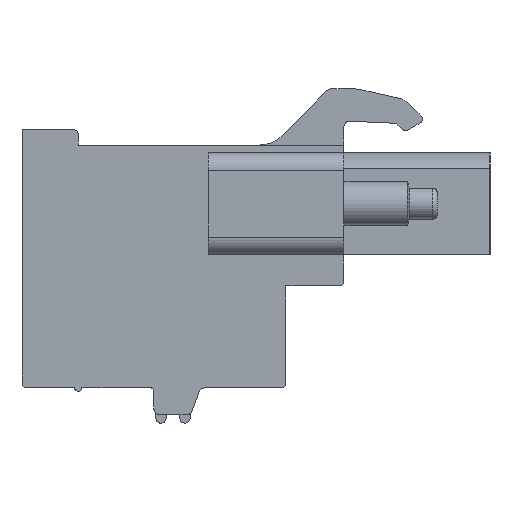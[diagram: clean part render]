
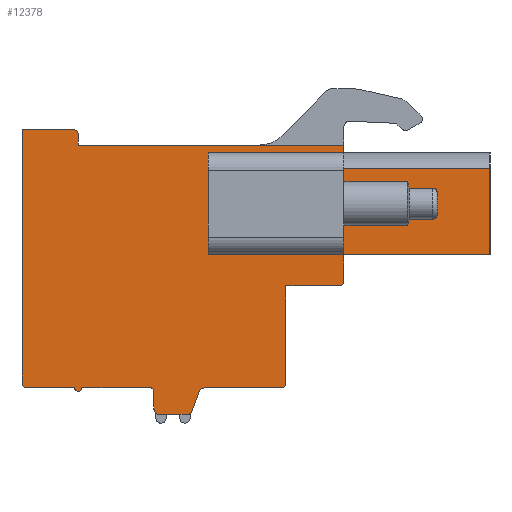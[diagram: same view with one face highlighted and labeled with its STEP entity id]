
A CAD part, left-side view. The second image highlights one B-rep face of the part: STEP entity #12378.
In plain terms, the highlighted planar face has unit normal (-1, 0, 0).
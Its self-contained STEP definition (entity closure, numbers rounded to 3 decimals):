
#1=DIRECTION('',(0.,-1.,0.));
#2=VECTOR('',#1,6.1);
#3=CARTESIAN_POINT('',(0.,2.04,0.73));
#4=LINE('',#3,#2);
#5=DIRECTION('',(0.,0.,1.));
#6=VECTOR('',#5,5.8);
#7=CARTESIAN_POINT('',(0.,-4.06,0.73));
#8=LINE('',#7,#6);
#9=DIRECTION('',(0.,1.,0.));
#10=VECTOR('',#9,6.1);
#11=CARTESIAN_POINT('',(0.,-4.06,6.53));
#12=LINE('',#11,#10);
#13=CARTESIAN_POINT('',(0.,-2.06,-6.54));
#14=DIRECTION('',(1.,0.,0.));
#15=DIRECTION('',(0.,-1.,0.));
#16=AXIS2_PLACEMENT_3D('',#13,#14,#15);
#18=DIRECTION('',(0.,1.,0.));
#19=VECTOR('',#18,4.34);
#20=CARTESIAN_POINT('',(0.,-2.06,-6.84));
#21=LINE('',#20,#19);
#22=CARTESIAN_POINT('',(0.,2.28,-7.14));
#23=DIRECTION('',(-1.,0.,0.));
#24=DIRECTION('',(0.,0.,1.));
#25=AXIS2_PLACEMENT_3D('',#22,#23,#24);
#27=DIRECTION('',(0.,0.345,-0.939));
#28=VECTOR('',#27,1.179);
#29=CARTESIAN_POINT('',(0.,2.562,-7.037));
#30=LINE('',#29,#28);
#31=CARTESIAN_POINT('',(0.,3.25,-8.04));
#32=DIRECTION('',(1.,0.,0.));
#33=DIRECTION('',(0.,-0.939,-0.345));
#34=AXIS2_PLACEMENT_3D('',#31,#32,#33);
#36=DIRECTION('',(0.,1.,0.));
#37=VECTOR('',#36,1.59);
#38=CARTESIAN_POINT('',(0.,3.25,-8.34));
#39=LINE('',#38,#37);
#40=CARTESIAN_POINT('',(0.,4.84,-8.04));
#41=DIRECTION('',(1.,0.,0.));
#42=DIRECTION('',(0.,0.,-1.));
#43=AXIS2_PLACEMENT_3D('',#40,#41,#42);
#45=DIRECTION('',(0.,0.,1.));
#46=VECTOR('',#45,1.);
#47=CARTESIAN_POINT('',(0.,5.14,-8.04));
#48=LINE('',#47,#46);
#49=CARTESIAN_POINT('',(0.,5.34,-7.04));
#50=DIRECTION('',(-1.,0.,0.));
#51=DIRECTION('',(0.,-1.,0.));
#52=AXIS2_PLACEMENT_3D('',#49,#50,#51);
#54=DIRECTION('',(0.,1.,0.));
#55=VECTOR('',#54,3.9);
#56=CARTESIAN_POINT('',(0.,5.34,-6.84));
#57=LINE('',#56,#55);
#58=CARTESIAN_POINT('',(0.,9.44,-6.84));
#59=DIRECTION('',(1.,0.,0.));
#60=DIRECTION('',(0.,-1.,0.));
#61=AXIS2_PLACEMENT_3D('',#58,#59,#60);
#63=DIRECTION('',(0.,1.,0.));
#64=VECTOR('',#63,2.7);
#65=CARTESIAN_POINT('',(0.,9.64,-6.84));
#66=LINE('',#65,#64);
#67=CARTESIAN_POINT('',(0.,12.34,-6.54));
#68=DIRECTION('',(1.,0.,0.));
#69=DIRECTION('',(0.,0.,-1.));
#70=AXIS2_PLACEMENT_3D('',#67,#68,#69);
#72=DIRECTION('',(0.,0.,1.));
#73=VECTOR('',#72,0.5);
#74=CARTESIAN_POINT('',(0.,12.64,-6.54));
#75=LINE('',#74,#73);
#76=DIRECTION('',(0.,0.,1.));
#77=VECTOR('',#76,13.9);
#78=CARTESIAN_POINT('',(0.,12.64,-6.04));
#79=LINE('',#78,#77);
#80=DIRECTION('',(0.,-1.,0.));
#81=VECTOR('',#80,2.9);
#82=CARTESIAN_POINT('',(0.,12.64,7.86));
#83=LINE('',#82,#81);
#84=CARTESIAN_POINT('',(0.,9.74,7.56));
#85=DIRECTION('',(1.,0.,0.));
#86=DIRECTION('',(0.,0.,1.));
#87=AXIS2_PLACEMENT_3D('',#84,#85,#86);
#89=DIRECTION('',(0.,0.,-1.));
#90=VECTOR('',#89,0.6);
#91=CARTESIAN_POINT('',(0.,9.44,7.56));
#92=LINE('',#91,#90);
#93=DIRECTION('',(0.,-1.,0.));
#94=VECTOR('',#93,15.1);
#95=CARTESIAN_POINT('',(0.,9.44,6.96));
#96=LINE('',#95,#94);
#97=DIRECTION('',(0.,0.,-1.));
#98=VECTOR('',#97,1.325);
#99=CARTESIAN_POINT('',(0.,-5.66,6.96));
#100=LINE('',#99,#98);
#101=DIRECTION('',(0.,1.,0.));
#102=VECTOR('',#101,8.3);
#103=CARTESIAN_POINT('',(0.,-13.96,5.635));
#104=LINE('',#103,#102);
#105=DIRECTION('',(0.,1.,0.));
#106=VECTOR('',#105,8.3);
#107=CARTESIAN_POINT('',(0.,-13.96,0.73));
#108=LINE('',#107,#106);
#109=DIRECTION('',(0.,0.,-1.));
#110=VECTOR('',#109,1.47);
#111=CARTESIAN_POINT('',(0.,-5.66,0.73));
#112=LINE('',#111,#110);
#113=CARTESIAN_POINT('',(0.,-5.36,-0.74));
#114=DIRECTION('',(-1.,0.,0.));
#115=DIRECTION('',(0.,0.,-1.));
#116=AXIS2_PLACEMENT_3D('',#113,#114,#115);
#358=DIRECTION('',(0.,0.,1.));
#359=VECTOR('',#358,5.8);
#360=CARTESIAN_POINT('',(0.,2.04,0.73));
#361=LINE('',#360,#359);
#695=DIRECTION('',(0.,-1.,0.));
#696=VECTOR('',#695,3.);
#697=CARTESIAN_POINT('',(0.,-2.36,-1.04));
#698=LINE('',#697,#696);
#1567=DIRECTION('',(0.,0.,1.));
#1568=VECTOR('',#1567,4.905);
#1569=CARTESIAN_POINT('',(0.,-13.96,0.73));
#1570=LINE('',#1569,#1568);
#3053=DIRECTION('',(0.,0.,1.));
#3054=VECTOR('',#3053,5.5);
#3055=CARTESIAN_POINT('',(0.,-2.36,-6.54));
#3056=LINE('',#3055,#3054);
#9383=CARTESIAN_POINT('',(0.,12.34,-6.84));
#9384=CARTESIAN_POINT('',(0.,12.64,-6.54));
#9385=VERTEX_POINT('',#9383);
#9386=VERTEX_POINT('',#9384);
#9387=CARTESIAN_POINT('',(0.,12.64,-6.04));
#9388=VERTEX_POINT('',#9387);
#9389=CARTESIAN_POINT('',(0.,12.64,7.86));
#9390=VERTEX_POINT('',#9389);
#9391=CARTESIAN_POINT('',(0.,9.74,7.86));
#9392=VERTEX_POINT('',#9391);
#9393=CARTESIAN_POINT('',(0.,9.44,7.56));
#9394=VERTEX_POINT('',#9393);
#9395=CARTESIAN_POINT('',(0.,9.44,6.96));
#9396=VERTEX_POINT('',#9395);
#9397=CARTESIAN_POINT('',(0.,-5.66,6.96));
#9398=VERTEX_POINT('',#9397);
#9399=CARTESIAN_POINT('',(0.,-2.36,-6.54));
#9400=CARTESIAN_POINT('',(0.,-2.06,-6.84));
#9401=VERTEX_POINT('',#9399);
#9402=VERTEX_POINT('',#9400);
#9403=CARTESIAN_POINT('',(0.,2.28,-6.84));
#9404=VERTEX_POINT('',#9403);
#9405=CARTESIAN_POINT('',(0.,2.562,-7.037));
#9406=VERTEX_POINT('',#9405);
#9407=CARTESIAN_POINT('',(0.,2.968,-8.143));
#9408=VERTEX_POINT('',#9407);
#9409=CARTESIAN_POINT('',(0.,3.25,-8.34));
#9410=VERTEX_POINT('',#9409);
#9411=CARTESIAN_POINT('',(0.,4.84,-8.34));
#9412=VERTEX_POINT('',#9411);
#9413=CARTESIAN_POINT('',(0.,5.14,-8.04));
#9414=VERTEX_POINT('',#9413);
#9415=CARTESIAN_POINT('',(0.,5.14,-7.04));
#9416=VERTEX_POINT('',#9415);
#9417=CARTESIAN_POINT('',(0.,5.34,-6.84));
#9418=VERTEX_POINT('',#9417);
#9419=CARTESIAN_POINT('',(0.,9.24,-6.84));
#9420=VERTEX_POINT('',#9419);
#9421=CARTESIAN_POINT('',(0.,9.64,-6.84));
#9422=VERTEX_POINT('',#9421);
#9487=CARTESIAN_POINT('',(0.,-13.96,0.73));
#9488=VERTEX_POINT('',#9487);
#9489=CARTESIAN_POINT('',(0.,-5.66,0.73));
#9490=VERTEX_POINT('',#9489);
#9715=CARTESIAN_POINT('',(0.,-13.96,5.635));
#9717=VERTEX_POINT('',#9715);
#11995=CARTESIAN_POINT('',(0.,2.04,0.73));
#11996=CARTESIAN_POINT('',(0.,2.04,6.53));
#11997=VERTEX_POINT('',#11995);
#11998=VERTEX_POINT('',#11996);
#12003=CARTESIAN_POINT('',(0.,-4.06,0.73));
#12005=VERTEX_POINT('',#12003);
#12007=CARTESIAN_POINT('',(0.,-4.06,6.53));
#12009=VERTEX_POINT('',#12007);
#12011=CARTESIAN_POINT('',(0.,-5.66,5.635));
#12012=VERTEX_POINT('',#12011);
#12159=CARTESIAN_POINT('',(0.,-5.36,-1.04));
#12160=CARTESIAN_POINT('',(0.,-5.66,-0.74));
#12161=VERTEX_POINT('',#12159);
#12162=VERTEX_POINT('',#12160);
#12163=CARTESIAN_POINT('',(0.,-2.36,-1.04));
#12164=VERTEX_POINT('',#12163);
#12307=CARTESIAN_POINT('',(0.,0.,0.));
#12308=DIRECTION('',(1.,0.,0.));
#12309=DIRECTION('',(0.,-1.,0.));
#12310=AXIS2_PLACEMENT_3D('',#12307,#12308,#12309);
#12311=PLANE('',#12310);
#12313=ORIENTED_EDGE('',*,*,#12312,.F.);
#12315=ORIENTED_EDGE('',*,*,#12314,.F.);
#12317=ORIENTED_EDGE('',*,*,#12316,.T.);
#12319=ORIENTED_EDGE('',*,*,#12318,.T.);
#12321=ORIENTED_EDGE('',*,*,#12320,.T.);
#12323=ORIENTED_EDGE('',*,*,#12322,.T.);
#12325=ORIENTED_EDGE('',*,*,#12324,.T.);
#12327=ORIENTED_EDGE('',*,*,#12326,.T.);
#12329=ORIENTED_EDGE('',*,*,#12328,.T.);
#12331=ORIENTED_EDGE('',*,*,#12330,.T.);
#12333=ORIENTED_EDGE('',*,*,#12332,.T.);
#12335=ORIENTED_EDGE('',*,*,#12334,.T.);
#12337=ORIENTED_EDGE('',*,*,#12336,.T.);
#12339=ORIENTED_EDGE('',*,*,#12338,.T.);
#12341=ORIENTED_EDGE('',*,*,#12340,.T.);
#12343=ORIENTED_EDGE('',*,*,#12342,.T.);
#12345=ORIENTED_EDGE('',*,*,#12344,.T.);
#12347=ORIENTED_EDGE('',*,*,#12346,.T.);
#12349=ORIENTED_EDGE('',*,*,#12348,.T.);
#12351=ORIENTED_EDGE('',*,*,#12350,.T.);
#12353=ORIENTED_EDGE('',*,*,#12352,.T.);
#12355=ORIENTED_EDGE('',*,*,#12354,.T.);
#12357=ORIENTED_EDGE('',*,*,#12356,.F.);
#12359=ORIENTED_EDGE('',*,*,#12358,.F.);
#12361=ORIENTED_EDGE('',*,*,#12360,.T.);
#12363=ORIENTED_EDGE('',*,*,#12362,.T.);
#12365=ORIENTED_EDGE('',*,*,#12364,.F.);
#12366=EDGE_LOOP('',(#12313,#12315,#12317,#12319,#12321,#12323,#12325,#12327,
#12329,#12331,#12333,#12335,#12337,#12339,#12341,#12343,#12345,#12347,#12349,
#12351,#12353,#12355,#12357,#12359,#12361,#12363,#12365));
#12367=FACE_OUTER_BOUND('',#12366,.F.);
#12369=ORIENTED_EDGE('',*,*,#12368,.T.);
#12371=ORIENTED_EDGE('',*,*,#12370,.T.);
#12373=ORIENTED_EDGE('',*,*,#12372,.T.);
#12375=ORIENTED_EDGE('',*,*,#12374,.F.);
#12376=EDGE_LOOP('',(#12369,#12371,#12373,#12375));
#12377=FACE_BOUND('',#12376,.F.);
#12378=ADVANCED_FACE('',(#12367,#12377),#12311,.F.);
#17=CIRCLE('',#16,0.3);
#26=CIRCLE('',#25,0.3);
#35=CIRCLE('',#34,0.3);
#44=CIRCLE('',#43,0.3);
#53=CIRCLE('',#52,0.2);
#62=CIRCLE('',#61,0.2);
#71=CIRCLE('',#70,0.3);
#88=CIRCLE('',#87,0.3);
#117=CIRCLE('',#116,0.3);
#12312=EDGE_CURVE('',#12164,#12161,#698,.T.);
#12314=EDGE_CURVE('',#9401,#12164,#3056,.T.);
#12316=EDGE_CURVE('',#9401,#9402,#17,.T.);
#12318=EDGE_CURVE('',#9402,#9404,#21,.T.);
#12320=EDGE_CURVE('',#9404,#9406,#26,.T.);
#12322=EDGE_CURVE('',#9406,#9408,#30,.T.);
#12324=EDGE_CURVE('',#9408,#9410,#35,.T.);
#12326=EDGE_CURVE('',#9410,#9412,#39,.T.);
#12328=EDGE_CURVE('',#9412,#9414,#44,.T.);
#12330=EDGE_CURVE('',#9414,#9416,#48,.T.);
#12332=EDGE_CURVE('',#9416,#9418,#53,.T.);
#12334=EDGE_CURVE('',#9418,#9420,#57,.T.);
#12336=EDGE_CURVE('',#9420,#9422,#62,.T.);
#12338=EDGE_CURVE('',#9422,#9385,#66,.T.);
#12340=EDGE_CURVE('',#9385,#9386,#71,.T.);
#12342=EDGE_CURVE('',#9386,#9388,#75,.T.);
#12344=EDGE_CURVE('',#9388,#9390,#79,.T.);
#12346=EDGE_CURVE('',#9390,#9392,#83,.T.);
#12348=EDGE_CURVE('',#9392,#9394,#88,.T.);
#12350=EDGE_CURVE('',#9394,#9396,#92,.T.);
#12352=EDGE_CURVE('',#9396,#9398,#96,.T.);
#12354=EDGE_CURVE('',#9398,#12012,#100,.T.);
#12356=EDGE_CURVE('',#9717,#12012,#104,.T.);
#12358=EDGE_CURVE('',#9488,#9717,#1570,.T.);
#12360=EDGE_CURVE('',#9488,#9490,#108,.T.);
#12362=EDGE_CURVE('',#9490,#12162,#112,.T.);
#12364=EDGE_CURVE('',#12161,#12162,#117,.T.);
#12368=EDGE_CURVE('',#11997,#12005,#4,.T.);
#12370=EDGE_CURVE('',#12005,#12009,#8,.T.);
#12372=EDGE_CURVE('',#12009,#11998,#12,.T.);
#12374=EDGE_CURVE('',#11997,#11998,#361,.T.);
